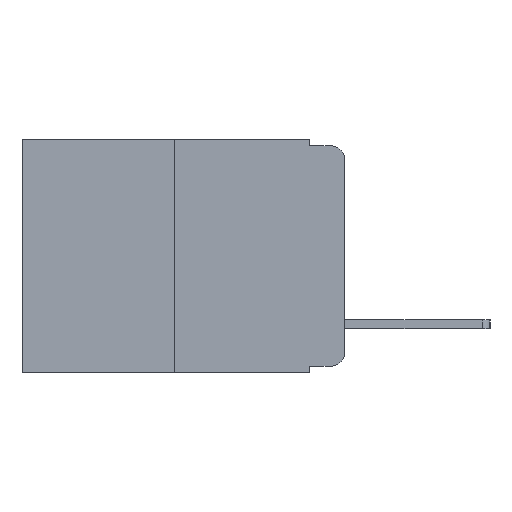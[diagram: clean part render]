
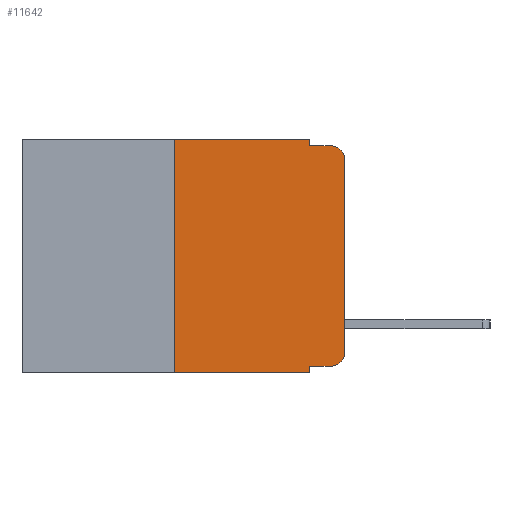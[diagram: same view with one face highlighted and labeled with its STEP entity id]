
A CAD part, left-side view. The second image highlights one B-rep face of the part: STEP entity #11642.
In plain terms, the highlighted planar face has unit normal (-1, 0, 0).
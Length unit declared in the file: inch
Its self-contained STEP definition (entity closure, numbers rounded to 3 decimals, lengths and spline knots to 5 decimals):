
#132 = CARTESIAN_POINT ( 'NONE',  ( 0., 0.051, 0. ) ) ;
#181 = ORIENTED_EDGE ( 'NONE', *, *, #477, .F. ) ;
#286 = DIRECTION ( 'NONE',  ( 0., 0., -1. ) ) ;
#477 = EDGE_CURVE ( 'NONE', #7831, #8951, #12896, .T. ) ;
#980 = EDGE_CURVE ( 'NONE', #13452, #3511, #12512, .T. ) ;
#1184 = DIRECTION ( 'NONE',  ( 0., 0., 1. ) ) ;
#1531 = CARTESIAN_POINT ( 'NONE',  ( 0., 0.02, -0.03 ) ) ;
#1893 = DIRECTION ( 'NONE',  ( 1., 0., 0. ) ) ;
#1974 = VECTOR ( 'NONE', #2160, 39.37008 ) ;
#2160 = DIRECTION ( 'NONE',  ( 0., -1., 0. ) ) ;
#2323 = LINE ( 'NONE', #11394, #1974 ) ;
#2668 = ORIENTED_EDGE ( 'NONE', *, *, #980, .F. ) ;
#2698 = DIRECTION ( 'NONE',  ( 0., 0., -1. ) ) ;
#2813 = CARTESIAN_POINT ( 'NONE',  ( 0., 0.02, -0.01 ) ) ;
#2855 = VERTEX_POINT ( 'NONE', #8523 ) ;
#2890 = LINE ( 'NONE', #4110, #8334 ) ;
#2999 = EDGE_CURVE ( 'NONE', #8951, #13452, #2890, .T. ) ;
#3100 = VERTEX_POINT ( 'NONE', #8920 ) ;
#3135 = EDGE_CURVE ( 'NONE', #4745, #5756, #14905, .T. ) ;
#3177 = CARTESIAN_POINT ( 'NONE',  ( 0., 0.051, -0.333 ) ) ;
#3181 = AXIS2_PLACEMENT_3D ( 'NONE', #14098, #7268, #286 ) ;
#3201 = EDGE_CURVE ( 'NONE', #10141, #3100, #2323, .T. ) ;
#3511 = VERTEX_POINT ( 'NONE', #2813 ) ;
#4091 = EDGE_LOOP ( 'NONE', ( #4992, #14595, #2668, #14202, #181, #12918, #4412, #8667, #12424, #13442 ) ) ;
#4110 = CARTESIAN_POINT ( 'NONE',  ( 0., 0.051, 0. ) ) ;
#4237 = DIRECTION ( 'NONE',  ( 0., -1., 0. ) ) ;
#4412 = ORIENTED_EDGE ( 'NONE', *, *, #3201, .T. ) ;
#4586 = EDGE_CURVE ( 'NONE', #2855, #5134, #12727, .T. ) ;
#4745 = VERTEX_POINT ( 'NONE', #9558 ) ;
#4917 = CARTESIAN_POINT ( 'NONE',  ( 0., 0.051, -0.01 ) ) ;
#4992 = ORIENTED_EDGE ( 'NONE', *, *, #4586, .T. ) ;
#5134 = VERTEX_POINT ( 'NONE', #13824 ) ;
#5357 = PLANE ( 'NONE',  #10154 ) ;
#5756 = VERTEX_POINT ( 'NONE', #10366 ) ;
#5841 = DIRECTION ( 'NONE',  ( 0., 0., 1. ) ) ;
#5850 = EDGE_CURVE ( 'NONE', #4745, #3100, #8068, .T. ) ;
#6153 = DIRECTION ( 'NONE',  ( 0., -1., 0. ) ) ;
#6157 = VECTOR ( 'NONE', #13536, 39.37008 ) ;
#6294 = CARTESIAN_POINT ( 'NONE',  ( 0., 0.25, 0. ) ) ;
#6443 = VECTOR ( 'NONE', #6153, 39.37008 ) ;
#6653 = VECTOR ( 'NONE', #1184, 39.37008 ) ;
#6816 = VECTOR ( 'NONE', #4237, 39.37008 ) ;
#7268 = DIRECTION ( 'NONE',  ( -1., 0., 0. ) ) ;
#7371 = CARTESIAN_POINT ( 'NONE',  ( 0., 0.473, 0. ) ) ;
#7447 = CARTESIAN_POINT ( 'NONE',  ( 0., 0.051, 0. ) ) ;
#7718 = VECTOR ( 'NONE', #8258, 39.37008 ) ;
#7734 = EDGE_CURVE ( 'NONE', #5756, #2855, #8995, .T. ) ;
#7831 = VERTEX_POINT ( 'NONE', #6294 ) ;
#8068 = LINE ( 'NONE', #132, #7718 ) ;
#8156 = CARTESIAN_POINT ( 'NONE',  ( 0., 0., 0. ) ) ;
#8258 = DIRECTION ( 'NONE',  ( 0., 0., -1. ) ) ;
#8334 = VECTOR ( 'NONE', #12146, 39.37008 ) ;
#8523 = CARTESIAN_POINT ( 'NONE',  ( 0., 0., -0.313 ) ) ;
#8667 = ORIENTED_EDGE ( 'NONE', *, *, #5850, .F. ) ;
#8852 = CARTESIAN_POINT ( 'NONE',  ( 0., 0.473, 0. ) ) ;
#8892 = FACE_OUTER_BOUND ( 'NONE', #4091, .T. ) ;
#8920 = CARTESIAN_POINT ( 'NONE',  ( 0., 0.051, -0.343 ) ) ;
#8951 = VERTEX_POINT ( 'NONE', #7447 ) ;
#8995 = CIRCLE ( 'NONE', #3181, 0.02 ) ;
#9075 = CIRCLE ( 'NONE', #11961, 0.02 ) ;
#9285 = CARTESIAN_POINT ( 'NONE',  ( 0., 0.25, 0. ) ) ;
#9324 = EDGE_CURVE ( 'NONE', #10141, #7831, #11441, .T. ) ;
#9558 = CARTESIAN_POINT ( 'NONE',  ( 0., 0.051, -0.333 ) ) ;
#9645 = DIRECTION ( 'NONE',  ( -1., 0., 0. ) ) ;
#9988 = DIRECTION ( 'NONE',  ( 0., 0., -1. ) ) ;
#10141 = VERTEX_POINT ( 'NONE', #14186 ) ;
#10154 = AXIS2_PLACEMENT_3D ( 'NONE', #8852, #1893, #9988 ) ;
#10366 = CARTESIAN_POINT ( 'NONE',  ( 0., 0.02, -0.333 ) ) ;
#11095 = VECTOR ( 'NONE', #5841, 39.37008 ) ;
#11394 = CARTESIAN_POINT ( 'NONE',  ( 0., 0.473, -0.343 ) ) ;
#11441 = LINE ( 'NONE', #9285, #11095 ) ;
#11447 = EDGE_CURVE ( 'NONE', #5134, #3511, #9075, .T. ) ;
#11642 = ADVANCED_FACE ( 'NONE', ( #8892 ), #5357, .F. ) ;
#11961 = AXIS2_PLACEMENT_3D ( 'NONE', #1531, #9645, #2698 ) ;
#12146 = DIRECTION ( 'NONE',  ( 0., 0., -1. ) ) ;
#12424 = ORIENTED_EDGE ( 'NONE', *, *, #3135, .T. ) ;
#12512 = LINE ( 'NONE', #4917, #6443 ) ;
#12727 = LINE ( 'NONE', #8156, #6653 ) ;
#12896 = LINE ( 'NONE', #7371, #6816 ) ;
#12918 = ORIENTED_EDGE ( 'NONE', *, *, #9324, .F. ) ;
#13273 = CARTESIAN_POINT ( 'NONE',  ( 0., 0.051, -0.01 ) ) ;
#13442 = ORIENTED_EDGE ( 'NONE', *, *, #7734, .T. ) ;
#13452 = VERTEX_POINT ( 'NONE', #13273 ) ;
#13536 = DIRECTION ( 'NONE',  ( 0., -1., 0. ) ) ;
#13824 = CARTESIAN_POINT ( 'NONE',  ( 0., 0., -0.03 ) ) ;
#14098 = CARTESIAN_POINT ( 'NONE',  ( 0., 0.02, -0.313 ) ) ;
#14186 = CARTESIAN_POINT ( 'NONE',  ( 0., 0.25, -0.343 ) ) ;
#14202 = ORIENTED_EDGE ( 'NONE', *, *, #2999, .F. ) ;
#14595 = ORIENTED_EDGE ( 'NONE', *, *, #11447, .T. ) ;
#14905 = LINE ( 'NONE', #3177, #6157 ) ;
